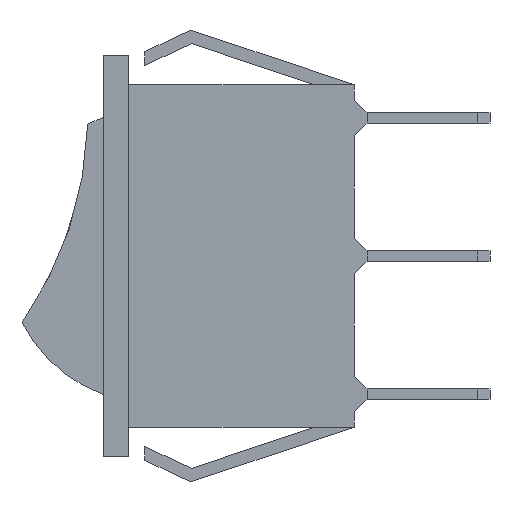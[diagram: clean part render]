
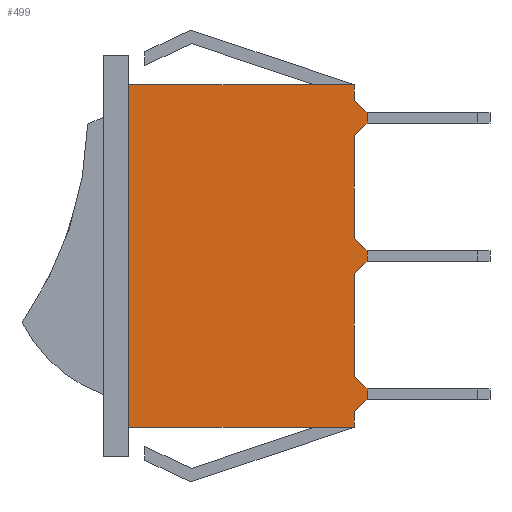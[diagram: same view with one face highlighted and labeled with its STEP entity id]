
A CAD part, left-side view. The second image highlights one B-rep face of the part: STEP entity #499.
In plain terms, the highlighted planar face has unit normal (-1, 0, 0).
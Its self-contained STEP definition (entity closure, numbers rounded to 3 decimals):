
#28 = EDGE_LOOP ( 'NONE', ( #711, #774, #764, #765, #766, #768, #769, #770, #771, #773, #743, #744, #745, #747, #758, #759 ) ) ;
#81 = EDGE_CURVE ( 'NONE', #243, #82, #1062, .T. ) ;
#82 = VERTEX_POINT ( 'NONE', #1058 ) ;
#89 = EDGE_CURVE ( 'NONE', #82, #90, #1182, .T. ) ;
#90 = VERTEX_POINT ( 'NONE', #1178 ) ;
#147 = EDGE_CURVE ( 'NONE', #381, #148, #1109, .T. ) ;
#148 = VERTEX_POINT ( 'NONE', #1199 ) ;
#217 = VERTEX_POINT ( 'NONE', #2336 ) ;
#234 = EDGE_CURVE ( 'NONE', #217, #243, #2482, .T. ) ;
#243 = VERTEX_POINT ( 'NONE', #2466 ) ;
#380 = EDGE_CURVE ( 'NONE', #394, #381, #1453, .T. ) ;
#381 = VERTEX_POINT ( 'NONE', #1449 ) ;
#391 = VERTEX_POINT ( 'NONE', #1440 ) ;
#393 = EDGE_CURVE ( 'NONE', #391, #394, #1439, .T. ) ;
#394 = VERTEX_POINT ( 'NONE', #1435 ) ;
#404 = EDGE_CURVE ( 'NONE', #676, #148, #1416, .T. ) ;
#435 = VERTEX_POINT ( 'NONE', #1560 ) ;
#475 = EDGE_CURVE ( 'NONE', #598, #623, #1614, .T. ) ;
#499 = ADVANCED_FACE ( 'NONE', ( #1633 ), #1637, .F. ) ;
#537 = EDGE_CURVE ( 'NONE', #435, #538, #1725, .T. ) ;
#538 = VERTEX_POINT ( 'NONE', #1716 ) ;
#557 = EDGE_CURVE ( 'NONE', #605, #435, #1768, .T. ) ;
#597 = VERTEX_POINT ( 'NONE', #1836 ) ;
#598 = VERTEX_POINT ( 'NONE', #1831 ) ;
#604 = EDGE_CURVE ( 'NONE', #597, #605, #1825, .T. ) ;
#605 = VERTEX_POINT ( 'NONE', #1845 ) ;
#623 = VERTEX_POINT ( 'NONE', #1882 ) ;
#625 = EDGE_CURVE ( 'NONE', #647, #598, #1881, .T. ) ;
#646 = EDGE_CURVE ( 'NONE', #676, #647, #1998, .T. ) ;
#647 = VERTEX_POINT ( 'NONE', #1991 ) ;
#676 = VERTEX_POINT ( 'NONE', #1949 ) ;
#711 = ORIENTED_EDGE ( 'NONE', *, *, #404, .T. ) ;
#743 = ORIENTED_EDGE ( 'NONE', *, *, #557, .F. ) ;
#744 = ORIENTED_EDGE ( 'NONE', *, *, #604, .F. ) ;
#745 = ORIENTED_EDGE ( 'NONE', *, *, #746, .F. ) ;
#746 = EDGE_CURVE ( 'NONE', #623, #597, #2056, .T. ) ;
#747 = ORIENTED_EDGE ( 'NONE', *, *, #475, .F. ) ;
#758 = ORIENTED_EDGE ( 'NONE', *, *, #625, .F. ) ;
#759 = ORIENTED_EDGE ( 'NONE', *, *, #646, .F. ) ;
#764 = ORIENTED_EDGE ( 'NONE', *, *, #380, .F. ) ;
#765 = ORIENTED_EDGE ( 'NONE', *, *, #393, .F. ) ;
#766 = ORIENTED_EDGE ( 'NONE', *, *, #767, .F. ) ;
#767 = EDGE_CURVE ( 'NONE', #90, #391, #2103, .T. ) ;
#768 = ORIENTED_EDGE ( 'NONE', *, *, #89, .F. ) ;
#769 = ORIENTED_EDGE ( 'NONE', *, *, #81, .F. ) ;
#770 = ORIENTED_EDGE ( 'NONE', *, *, #234, .F. ) ;
#771 = ORIENTED_EDGE ( 'NONE', *, *, #772, .F. ) ;
#772 = EDGE_CURVE ( 'NONE', #538, #217, #2099, .T. ) ;
#773 = ORIENTED_EDGE ( 'NONE', *, *, #537, .F. ) ;
#774 = ORIENTED_EDGE ( 'NONE', *, *, #147, .F. ) ;
#1058 = CARTESIAN_POINT ( 'NONE',  ( -5.15, -16., -9.6 ) ) ;
#1059 = DIRECTION ( 'NONE',  ( 0., 0., -1. ) ) ;
#1060 = VECTOR ( 'NONE', #1059, 1000. ) ;
#1061 = CARTESIAN_POINT ( 'NONE',  ( -5.15, -16., -1.4 ) ) ;
#1062 = LINE ( 'NONE', #1061, #1060 ) ;
#1109 = LINE ( 'NONE', #1202, #1201 ) ;
#1178 = CARTESIAN_POINT ( 'NONE',  ( -5.15, -17., -10.6 ) ) ;
#1179 = DIRECTION ( 'NONE',  ( 0., -0.707, -0.707 ) ) ;
#1180 = VECTOR ( 'NONE', #1179, 1000. ) ;
#1181 = CARTESIAN_POINT ( 'NONE',  ( -5.15, -16., -9.6 ) ) ;
#1182 = LINE ( 'NONE', #1181, #1180 ) ;
#1199 = CARTESIAN_POINT ( 'NONE',  ( -5.15, 2., -13.65 ) ) ;
#1200 = DIRECTION ( 'NONE',  ( 0., 1., 0. ) ) ;
#1201 = VECTOR ( 'NONE', #1200, 1000. ) ;
#1202 = CARTESIAN_POINT ( 'NONE',  ( -5.15, -16., -13.65 ) ) ;
#1416 = LINE ( 'NONE', #1536, #1535 ) ;
#1435 = CARTESIAN_POINT ( 'NONE',  ( -5.15, -16., -12.4 ) ) ;
#1436 = DIRECTION ( 'NONE',  ( 0., 0.707, -0.707 ) ) ;
#1437 = VECTOR ( 'NONE', #1436, 1000. ) ;
#1438 = CARTESIAN_POINT ( 'NONE',  ( -5.15, -17., -11.4 ) ) ;
#1439 = LINE ( 'NONE', #1438, #1437 ) ;
#1440 = CARTESIAN_POINT ( 'NONE',  ( -5.15, -17., -11.4 ) ) ;
#1449 = CARTESIAN_POINT ( 'NONE',  ( -5.15, -16., -13.65 ) ) ;
#1450 = DIRECTION ( 'NONE',  ( 0., 0., -1. ) ) ;
#1451 = VECTOR ( 'NONE', #1450, 1000. ) ;
#1452 = CARTESIAN_POINT ( 'NONE',  ( -5.15, -16., -12.4 ) ) ;
#1453 = LINE ( 'NONE', #1452, #1451 ) ;
#1534 = DIRECTION ( 'NONE',  ( 0., 0., -1. ) ) ;
#1535 = VECTOR ( 'NONE', #1534, 1000. ) ;
#1536 = CARTESIAN_POINT ( 'NONE',  ( -5.15, 2., 16. ) ) ;
#1560 = CARTESIAN_POINT ( 'NONE',  ( -5.15, -16., 1.4 ) ) ;
#1611 = DIRECTION ( 'NONE',  ( 0., -0.707, -0.707 ) ) ;
#1612 = VECTOR ( 'NONE', #1611, 1000. ) ;
#1613 = CARTESIAN_POINT ( 'NONE',  ( -5.15, -16., 12.4 ) ) ;
#1614 = LINE ( 'NONE', #1613, #1612 ) ;
#1628 = DIRECTION ( 'NONE',  ( 0., 0., 1. ) ) ;
#1629 = DIRECTION ( 'NONE',  ( 1., 0., 0. ) ) ;
#1630 = CARTESIAN_POINT ( 'NONE',  ( -5.15, -16., 13.65 ) ) ;
#1632 = AXIS2_PLACEMENT_3D ( 'NONE', #1630, #1629, #1628 ) ;
#1633 = FACE_OUTER_BOUND ( 'NONE', #28, .T. ) ;
#1637 = PLANE ( 'NONE',  #1632 ) ;
#1716 = CARTESIAN_POINT ( 'NONE',  ( -5.15, -17., 0.4 ) ) ;
#1717 = DIRECTION ( 'NONE',  ( 0., -0.707, -0.707 ) ) ;
#1718 = VECTOR ( 'NONE', #1717, 1000. ) ;
#1719 = CARTESIAN_POINT ( 'NONE',  ( -5.15, -16., 1.4 ) ) ;
#1725 = LINE ( 'NONE', #1719, #1718 ) ;
#1764 = DIRECTION ( 'NONE',  ( 0., 0., -1. ) ) ;
#1765 = VECTOR ( 'NONE', #1764, 1000. ) ;
#1766 = CARTESIAN_POINT ( 'NONE',  ( -5.15, -16., 9.6 ) ) ;
#1768 = LINE ( 'NONE', #1766, #1765 ) ;
#1822 = DIRECTION ( 'NONE',  ( 0., 0.707, -0.707 ) ) ;
#1823 = VECTOR ( 'NONE', #1822, 1000. ) ;
#1824 = CARTESIAN_POINT ( 'NONE',  ( -5.15, -17., 10.6 ) ) ;
#1825 = LINE ( 'NONE', #1824, #1823 ) ;
#1831 = CARTESIAN_POINT ( 'NONE',  ( -5.15, -16., 12.4 ) ) ;
#1836 = CARTESIAN_POINT ( 'NONE',  ( -5.15, -17., 10.6 ) ) ;
#1845 = CARTESIAN_POINT ( 'NONE',  ( -5.15, -16., 9.6 ) ) ;
#1878 = DIRECTION ( 'NONE',  ( 0., 0., -1. ) ) ;
#1879 = VECTOR ( 'NONE', #1878, 1000. ) ;
#1880 = CARTESIAN_POINT ( 'NONE',  ( -5.15, -16., 13.65 ) ) ;
#1881 = LINE ( 'NONE', #1880, #1879 ) ;
#1882 = CARTESIAN_POINT ( 'NONE',  ( -5.15, -17., 11.4 ) ) ;
#1949 = CARTESIAN_POINT ( 'NONE',  ( -5.15, 2., 13.65 ) ) ;
#1991 = CARTESIAN_POINT ( 'NONE',  ( -5.15, -16., 13.65 ) ) ;
#1992 = DIRECTION ( 'NONE',  ( 0., -1., 0. ) ) ;
#1993 = VECTOR ( 'NONE', #1992, 1000. ) ;
#1994 = CARTESIAN_POINT ( 'NONE',  ( -5.15, 2., 13.65 ) ) ;
#1998 = LINE ( 'NONE', #1994, #1993 ) ;
#2053 = DIRECTION ( 'NONE',  ( 0., 0., -1. ) ) ;
#2054 = VECTOR ( 'NONE', #2053, 1000. ) ;
#2055 = CARTESIAN_POINT ( 'NONE',  ( -5.15, -17., 11.4 ) ) ;
#2056 = LINE ( 'NONE', #2055, #2054 ) ;
#2096 = DIRECTION ( 'NONE',  ( 0., 0., -1. ) ) ;
#2097 = VECTOR ( 'NONE', #2096, 1000. ) ;
#2098 = CARTESIAN_POINT ( 'NONE',  ( -5.15, -17., 0.4 ) ) ;
#2099 = LINE ( 'NONE', #2098, #2097 ) ;
#2100 = DIRECTION ( 'NONE',  ( 0., 0., -1. ) ) ;
#2101 = VECTOR ( 'NONE', #2100, 1000. ) ;
#2102 = CARTESIAN_POINT ( 'NONE',  ( -5.15, -17., -10.6 ) ) ;
#2103 = LINE ( 'NONE', #2102, #2101 ) ;
#2336 = CARTESIAN_POINT ( 'NONE',  ( -5.15, -17., -0.4 ) ) ;
#2466 = CARTESIAN_POINT ( 'NONE',  ( -5.15, -16., -1.4 ) ) ;
#2479 = DIRECTION ( 'NONE',  ( 0., 0.707, -0.707 ) ) ;
#2480 = VECTOR ( 'NONE', #2479, 1000. ) ;
#2481 = CARTESIAN_POINT ( 'NONE',  ( -5.15, -17., -0.4 ) ) ;
#2482 = LINE ( 'NONE', #2481, #2480 ) ;
